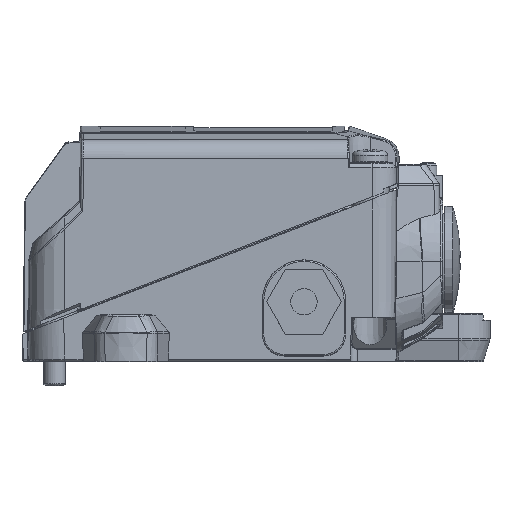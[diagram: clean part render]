
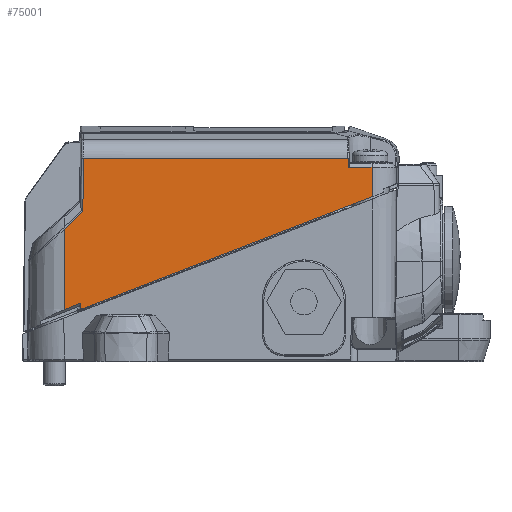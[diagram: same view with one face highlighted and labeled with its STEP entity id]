
A CAD part, top view. The second image highlights one B-rep face of the part: STEP entity #75001.
In plain terms, the highlighted planar face has unit normal (0, 0.009, 1).
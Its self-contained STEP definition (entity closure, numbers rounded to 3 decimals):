
#66840=CARTESIAN_POINT('',(41.282,44.05,37.397));
#66842=DIRECTION('',(0.009,1.,-0.009));
#66843=VECTOR('',#66842,12.153);
#66844=CARTESIAN_POINT('',(-18.969,33.966,
37.485));
#66845=LINE('',#66844,#66843);
#66846=DIRECTION('',(0.017,-1.,0.009));
#66847=VECTOR('',#66846,2.068);
#66848=CARTESIAN_POINT('',(41.246,46.118,37.379));
#66849=LINE('',#66848,#66847);
#66850=DIRECTION('',(1.,0.,0.));
#66851=VECTOR('',#66850,5.418);
#66852=CARTESIAN_POINT('',(41.282,44.05,37.397));
#66853=LINE('',#66852,#66851);
#66854=DIRECTION('',(0.017,-1.,0.009));
#66855=VECTOR('',#66854,6.639);
#66856=CARTESIAN_POINT('',(46.7,44.05,37.397));
#66857=LINE('',#66856,#66855);
#66858=DIRECTION('',(0.,1.,-0.009));
#66859=VECTOR('',#66858,1.369);
#66860=CARTESIAN_POINT('',(-19.4,11.829,37.678));
#66861=LINE('',#66860,#66859);
#66862=DIRECTION('',(-0.933,-0.36,0.003));
#66863=VECTOR('',#66862,4.118);
#66864=CARTESIAN_POINT('',(-19.4,13.198,37.667));
#66865=LINE('',#66864,#66863);
#66866=CARTESIAN_POINT('',(-23.243,29.99,
37.52));
#66867=CARTESIAN_POINT('',(-23.159,30.078,
37.519));
#66868=CARTESIAN_POINT('',(-23.073,30.163,
37.518));
#66869=CARTESIAN_POINT('',(-22.985,30.245,
37.518));
#66871=DIRECTION('',(0.734,0.68,-0.006));
#66872=VECTOR('',#66871,5.474);
#66873=CARTESIAN_POINT('',(-22.985,30.245,
37.518));
#66874=LINE('',#66873,#66872);
#68627=DIRECTION('',(0.933,0.36,-0.003));
#68628=VECTOR('',#68627,70.984);
#68629=CARTESIAN_POINT('',(-19.4,11.829,37.678));
#68630=LINE('',#68629,#68628);
#71694=DIRECTION('',(0.,-1.,0.009));
#71695=VECTOR('',#71694,18.273);
#71696=CARTESIAN_POINT('',(-23.243,29.99,
37.52));
#71697=LINE('',#71696,#71695);
#73043=DIRECTION('',(-1.,0.,0.));
#73044=VECTOR('',#73043,60.11);
#73045=CARTESIAN_POINT('',(41.246,46.118,37.379));
#73046=LINE('',#73045,#73044);
#73166=CARTESIAN_POINT('',(41.246,46.118,37.379));
#73167=VERTEX_POINT('',#73166);
#73168=VERTEX_POINT('',#66840);
#73169=CARTESIAN_POINT('',(46.7,44.05,37.397));
#73170=VERTEX_POINT('',#73169);
#73173=CARTESIAN_POINT('',(-18.969,33.966,
37.485));
#73174=CARTESIAN_POINT('',(-18.864,46.118,
37.379));
#73175=VERTEX_POINT('',#73173);
#73176=VERTEX_POINT('',#73174);
#73177=CARTESIAN_POINT('',(46.814,37.413,37.455));
#73178=VERTEX_POINT('',#73177);
#73179=CARTESIAN_POINT('',(-19.4,11.829,37.678));
#73180=VERTEX_POINT('',#73179);
#73181=CARTESIAN_POINT('',(-19.4,13.198,37.667));
#73182=VERTEX_POINT('',#73181);
#73183=CARTESIAN_POINT('',(-23.243,11.717,
37.679));
#73184=VERTEX_POINT('',#73183);
#73185=CARTESIAN_POINT('',(-23.243,29.99,
37.52));
#73186=VERTEX_POINT('',#73185);
#73187=VERTEX_POINT('',#66869);
#74974=CARTESIAN_POINT('',(-25.748,6.5,37.725));
#74975=DIRECTION('',(0.,0.009,1.));
#74976=DIRECTION('',(1.,0.,0.));
#74977=AXIS2_PLACEMENT_3D('',#74974,#74975,#74976);
#74978=PLANE('',#74977);
#74980=ORIENTED_EDGE('',*,*,#74979,.T.);
#74982=ORIENTED_EDGE('',*,*,#74981,.F.);
#74983=ORIENTED_EDGE('',*,*,#74937,.T.);
#74984=ORIENTED_EDGE('',*,*,#74956,.T.);
#74986=ORIENTED_EDGE('',*,*,#74985,.T.);
#74988=ORIENTED_EDGE('',*,*,#74987,.F.);
#74990=ORIENTED_EDGE('',*,*,#74989,.T.);
#74992=ORIENTED_EDGE('',*,*,#74991,.T.);
#74994=ORIENTED_EDGE('',*,*,#74993,.F.);
#74996=ORIENTED_EDGE('',*,*,#74995,.T.);
#74998=ORIENTED_EDGE('',*,*,#74997,.T.);
#74999=EDGE_LOOP('',(#74980,#74982,#74983,#74984,#74986,#74988,#74990,#74992,
#74994,#74996,#74998));
#75000=FACE_OUTER_BOUND('',#74999,.F.);
#75001=ADVANCED_FACE('',(#75000),#74978,.T.);
#66870=B_SPLINE_CURVE_WITH_KNOTS('',3,(#66866,#66867,#66868,#66869),
.UNSPECIFIED.,.F.,.F.,(4,4),(0.,1.),.UNSPECIFIED.);
#74937=EDGE_CURVE('',#73167,#73168,#66849,.T.);
#74956=EDGE_CURVE('',#73168,#73170,#66853,.T.);
#74979=EDGE_CURVE('',#73175,#73176,#66845,.T.);
#74981=EDGE_CURVE('',#73167,#73176,#73046,.T.);
#74985=EDGE_CURVE('',#73170,#73178,#66857,.T.);
#74987=EDGE_CURVE('',#73180,#73178,#68630,.T.);
#74989=EDGE_CURVE('',#73180,#73182,#66861,.T.);
#74991=EDGE_CURVE('',#73182,#73184,#66865,.T.);
#74993=EDGE_CURVE('',#73186,#73184,#71697,.T.);
#74995=EDGE_CURVE('',#73186,#73187,#66870,.T.);
#74997=EDGE_CURVE('',#73187,#73175,#66874,.T.);
